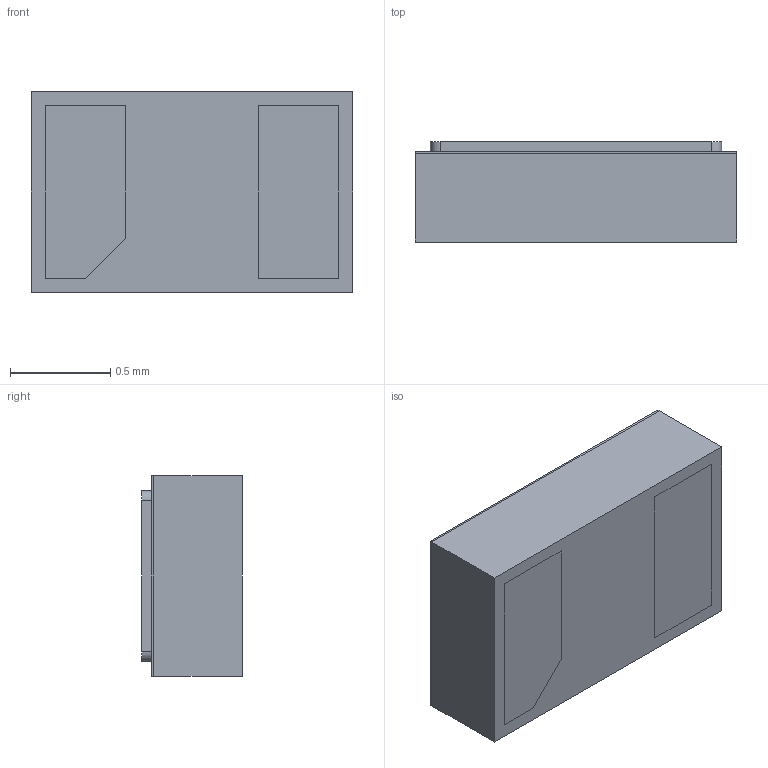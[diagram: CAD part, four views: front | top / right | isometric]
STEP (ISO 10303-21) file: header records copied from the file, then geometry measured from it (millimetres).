
FILE_DESCRIPTION (( 'STEP AP214' ), '1' );
FILE_NAME ('9HT12-32.768KBZC-T.STEP', '2020-12-01T01:08:52', ( '' ), ( '' ), 'SwSTEP 2.0', 'SolidWorks 2017', '' );
FILE_SCHEMA (( 'AUTOMOTIVE_DESIGN' ));
Length unit declared in the file: millimetre
Products named in the file (1): 9HT12-32.768KBZC-T
Bounding box: 1.6 x 0.5 x 1 mm (x, y, z)
Volume: 0.8 mm3; surface area: 11.4 mm2
Topology: 5 solids, 5 shells, 54 faces, 126 edges, 84 vertices
Faces by surface type: plane 46, cylinder 8
Entity records: 1600 total; most frequent: CARTESIAN_POINT 265, DIRECTION 252, ORIENTED_EDGE 252, EDGE_CURVE 126, VECTOR 110, LINE 110, VERTEX_POINT 84, AXIS2_PLACEMENT_3D 71
